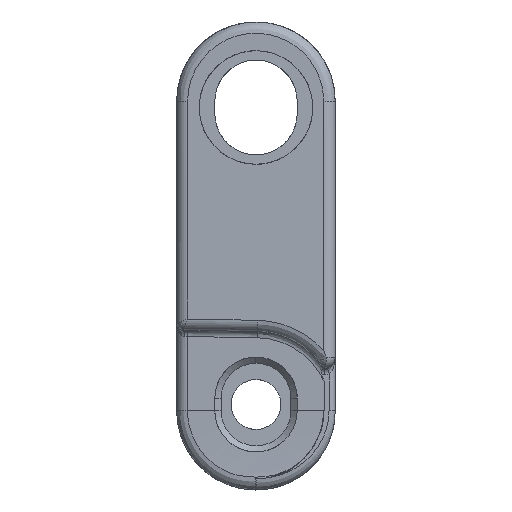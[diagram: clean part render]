
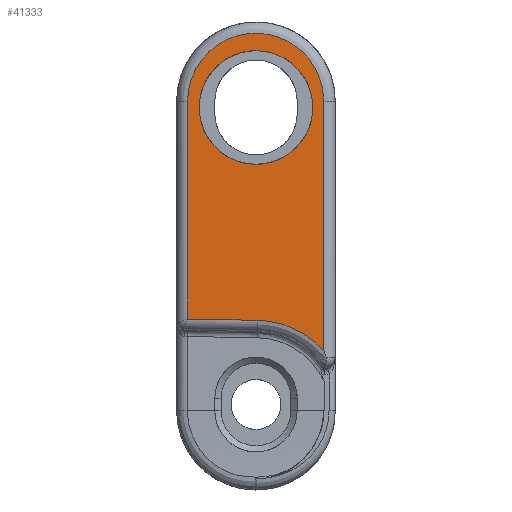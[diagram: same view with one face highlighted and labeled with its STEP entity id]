
A CAD part, left-side view. The second image highlights one B-rep face of the part: STEP entity #41333.
In plain terms, the highlighted planar face has unit normal (-0.999, 0.035, 0).
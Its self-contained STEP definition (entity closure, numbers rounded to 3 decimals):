
#453 = ORIENTED_EDGE ( 'NONE', *, *, #22963, .T. ) ;
#2129 = FACE_BOUND ( 'NONE', #17512, .T. ) ;
#2525 = VERTEX_POINT ( 'NONE', #44145 ) ;
#3311 = CARTESIAN_POINT ( 'NONE',  ( -95.4, -11.769, -7.568 ) ) ;
#3567 = CARTESIAN_POINT ( 'NONE',  ( -95.211, -6.35, 7.35 ) ) ;
#6508 =( BOUNDED_CURVE ( )  B_SPLINE_CURVE ( 3, ( #51423, #40406, #68175, #69268 ),
 .UNSPECIFIED., .F., .F. ) 
 B_SPLINE_CURVE_WITH_KNOTS ( ( 4, 4 ),
 ( 4.712, 7.854 ),
 .UNSPECIFIED. ) 
 CURVE ( )  GEOMETRIC_REPRESENTATION_ITEM ( )  RATIONAL_B_SPLINE_CURVE ( ( 1., 0.333, 0.333, 1. ) ) 
 REPRESENTATION_ITEM ( '' )  );
#7475 = DIRECTION ( 'NONE',  ( 0.035, 0.999, 0.017 ) ) ;
#8486 = VERTEX_POINT ( 'NONE', #18496 ) ;
#8839 = CARTESIAN_POINT ( 'NONE',  ( -95.211, -6.35, 7.35 ) ) ;
#10869 = VERTEX_POINT ( 'NONE', #26346 ) ;
#12514 = DIRECTION ( 'NONE',  ( 0., 0., -1. ) ) ;
#12881 = ORIENTED_EDGE ( 'NONE', *, *, #29342, .F. ) ;
#16950 = CARTESIAN_POINT ( 'NONE',  ( -95.02, -0.869, -5.054 ) ) ;
#17512 = EDGE_LOOP ( 'NONE', ( #453, #58598 ) ) ;
#18496 = CARTESIAN_POINT ( 'NONE',  ( -95.215, -6.447, -5.151 ) ) ;
#20371 = PLANE ( 'NONE',  #40071 ) ;
#20671 = CARTESIAN_POINT ( 'NONE',  ( -95.211, -6.35, 16.45 ) ) ;
#22963 = EDGE_CURVE ( 'NONE', #54855, #67118, #6508, .T. ) ;
#22977 = EDGE_CURVE ( 'NONE', #53438, #8486, #57993, .T. ) ;
#26346 = CARTESIAN_POINT ( 'NONE',  ( -95.4, -11.769, 12.4 ) ) ;
#27327 = ORIENTED_EDGE ( 'NONE', *, *, #22977, .F. ) ;
#27625 = DIRECTION ( 'NONE',  ( 0., 0., -1. ) ) ;
#29342 = EDGE_CURVE ( 'NONE', #10869, #53438, #69313, .T. ) ;
#29815 = CARTESIAN_POINT ( 'NONE',  ( -95.287, -8.508, -5.187 ) ) ;
#31191 = LINE ( 'NONE', #36475, #53882 ) ;
#32248 = VECTOR ( 'NONE', #27625, 1000. ) ;
#32646 = EDGE_CURVE ( 'NONE', #2525, #60925, #31191, .T. ) ;
#32647 =( BOUNDED_CURVE ( )  B_SPLINE_CURVE ( 3, ( #34837, #35564, #45824, #58698 ),
 .UNSPECIFIED., .F., .F. ) 
 B_SPLINE_CURVE_WITH_KNOTS ( ( 4, 4 ),
 ( 0., 3.142 ),
 .UNSPECIFIED. ) 
 CURVE ( )  GEOMETRIC_REPRESENTATION_ITEM ( )  RATIONAL_B_SPLINE_CURVE ( ( 1., 0.333, 0.333, 1. ) ) 
 REPRESENTATION_ITEM ( '' )  );
#34837 = CARTESIAN_POINT ( 'NONE',  ( -95.02, -0.869, 12.4 ) ) ;
#35117 = CARTESIAN_POINT ( 'NONE',  ( -95.215, -6.447, -5.151 ) ) ;
#35564 = CARTESIAN_POINT ( 'NONE',  ( -95.02, -0.869, 23.3 ) ) ;
#36475 = CARTESIAN_POINT ( 'NONE',  ( -95.02, -0.869, 18.8 ) ) ;
#36637 = EDGE_CURVE ( 'NONE', #2525, #10869, #32647, .T. ) ;
#37112 = DIRECTION ( 'NONE',  ( -0.999, 0.035, 0. ) ) ;
#38798 =( BOUNDED_CURVE ( )  B_SPLINE_CURVE ( 3, ( #20671, #56348, #67018, #3567 ),
 .UNSPECIFIED., .F., .F. ) 
 B_SPLINE_CURVE_WITH_KNOTS ( ( 4, 4 ),
 ( 1.571, 4.712 ),
 .UNSPECIFIED. ) 
 CURVE ( )  GEOMETRIC_REPRESENTATION_ITEM ( )  RATIONAL_B_SPLINE_CURVE ( ( 1., 0.333, 0.333, 1. ) ) 
 REPRESENTATION_ITEM ( '' )  );
#38975 = CARTESIAN_POINT ( 'NONE',  ( -95.4, -11.769, 18.8 ) ) ;
#40071 = AXIS2_PLACEMENT_3D ( 'NONE', #54551, #37112, #55300 ) ;
#40080 = CARTESIAN_POINT ( 'NONE',  ( -95.211, -6.35, 16.45 ) ) ;
#40406 = CARTESIAN_POINT ( 'NONE',  ( -94.893, 2.75, 7.35 ) ) ;
#41333 = ADVANCED_FACE ( 'NONE', ( #54167, #2129 ), #20371, .T. ) ;
#41684 = CARTESIAN_POINT ( 'NONE',  ( -95.429, -12.591, -5.258 ) ) ;
#42678 = EDGE_CURVE ( 'NONE', #8486, #60925, #57352, .T. ) ;
#44145 = CARTESIAN_POINT ( 'NONE',  ( -95.02, -0.869, 12.4 ) ) ;
#45824 = CARTESIAN_POINT ( 'NONE',  ( -95.4, -11.769, 23.3 ) ) ;
#46393 = ORIENTED_EDGE ( 'NONE', *, *, #42678, .F. ) ;
#51213 = EDGE_CURVE ( 'NONE', #67118, #54855, #38798, .T. ) ;
#51423 = CARTESIAN_POINT ( 'NONE',  ( -95.211, -6.35, 7.35 ) ) ;
#53438 = VERTEX_POINT ( 'NONE', #3311 ) ;
#53538 = VECTOR ( 'NONE', #7475, 1000. ) ;
#53882 = VECTOR ( 'NONE', #12514, 1000. ) ;
#54167 = FACE_OUTER_BOUND ( 'NONE', #72208, .T. ) ;
#54551 = CARTESIAN_POINT ( 'NONE',  ( -95.433, -12.7, 1. ) ) ;
#54855 = VERTEX_POINT ( 'NONE', #8839 ) ;
#55300 = DIRECTION ( 'NONE',  ( -0.035, -0.999, 0. ) ) ;
#56207 = ORIENTED_EDGE ( 'NONE', *, *, #36637, .F. ) ;
#56348 = CARTESIAN_POINT ( 'NONE',  ( -95.529, -15.45, 16.45 ) ) ;
#57352 = LINE ( 'NONE', #41684, #53538 ) ;
#57993 =( BOUNDED_CURVE ( )  B_SPLINE_CURVE ( 3, ( #63971, #64330, #29815, #35117 ),
 .UNSPECIFIED., .F., .F. ) 
 B_SPLINE_CURVE_WITH_KNOTS ( ( 4, 4 ),
 ( 3.877, 4.695 ),
 .UNSPECIFIED. ) 
 CURVE ( )  GEOMETRIC_REPRESENTATION_ITEM ( )  RATIONAL_B_SPLINE_CURVE ( ( 1., 0.945, 0.945, 1. ) ) 
 REPRESENTATION_ITEM ( '' )  );
#58598 = ORIENTED_EDGE ( 'NONE', *, *, #51213, .T. ) ;
#58698 = CARTESIAN_POINT ( 'NONE',  ( -95.4, -11.769, 12.4 ) ) ;
#60925 = VERTEX_POINT ( 'NONE', #16950 ) ;
#62252 = ORIENTED_EDGE ( 'NONE', *, *, #32646, .T. ) ;
#63971 = CARTESIAN_POINT ( 'NONE',  ( -95.4, -11.769, -7.568 ) ) ;
#64330 = CARTESIAN_POINT ( 'NONE',  ( -95.352, -10.385, -6.04 ) ) ;
#67018 = CARTESIAN_POINT ( 'NONE',  ( -95.529, -15.45, 7.35 ) ) ;
#67118 = VERTEX_POINT ( 'NONE', #40080 ) ;
#68175 = CARTESIAN_POINT ( 'NONE',  ( -94.893, 2.75, 16.45 ) ) ;
#69268 = CARTESIAN_POINT ( 'NONE',  ( -95.211, -6.35, 16.45 ) ) ;
#69313 = LINE ( 'NONE', #38975, #32248 ) ;
#72208 = EDGE_LOOP ( 'NONE', ( #62252, #46393, #27327, #12881, #56207 ) ) ;
